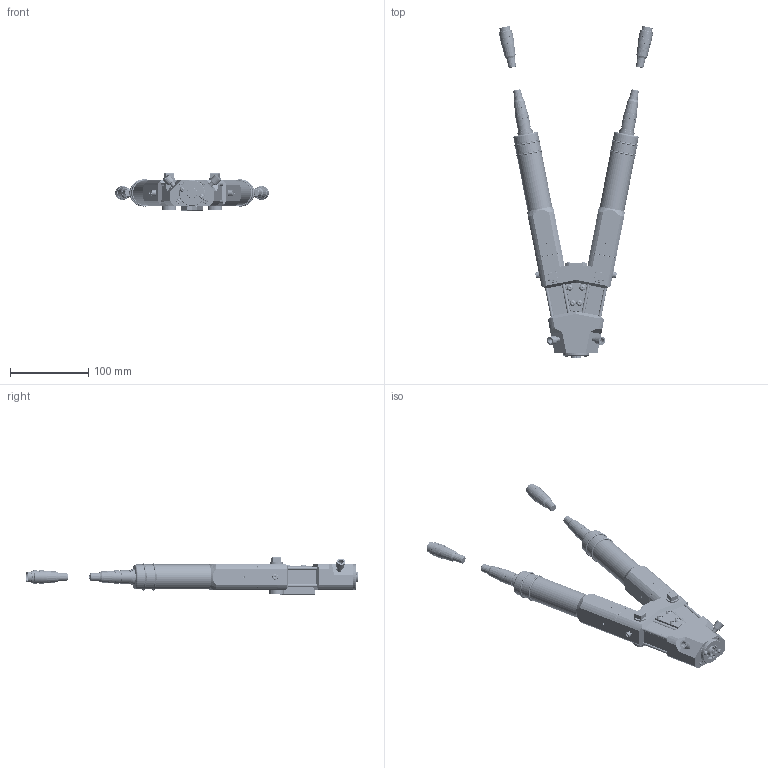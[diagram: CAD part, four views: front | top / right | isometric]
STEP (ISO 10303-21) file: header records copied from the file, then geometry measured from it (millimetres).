
FILE_DESCRIPTION (( 'STEP AP214' ), '1' );
FILE_NAME ('21175.STEP', '2023-03-22T13:16:39', ( '' ), ( '' ), 'SwSTEP 2.0', 'SolidWorks 2021', '' );
FILE_SCHEMA (( 'AUTOMOTIVE_DESIGN' ));
Length unit declared in the file: millimetre
Products named in the file (65): 130408_EXTERN; Verschlussstopfen-+-DO025384_EXTERN; DIN 912 M4 x 25 --- 25C-5_DIN 912 M4 x 25 --- 25C-5; 21153_EXTERN; 130448_01. 20045 - eco-PEN600 - ungummiert - hvc - 1.4404 - EXTERN; 20050_EXTERN; DIN 912 M4 x 8 --- 8C-5_DIN 912 M4 x 8 --- 8C-5; Verschlussplatte eco-DUO600-+-DO023098_EXTERN; Kopie von 20040^Miniaturkupplung Rotex GS5 einteilig-+-DO024370; DIN 913 - M3 x 6-C_DIN 913 - M3 x 6-C; Mischgehäuse eco-DUO600-+-DO023097_EXTERN; Kugeln^130024; innerring^130024; 130662_EXTERN; Miniaturkupplung Rotex GS5 einteilig-+-DO024370_01. 20040 - Miniaturkupplung Rotex GS5 einteilig; 20058_01. 20058 - Rundschnurring 24x2 - SI70 - blau - einbau Antriebseinheit eco-PEN600-700; ISO 7380 - M3 x 8 - 8C-5_ISO 7380 - M3 x 8 - 8C-5; DIN 912 M3 x 10 --- 10C-5_DIN 912 M3 x 10 --- 10C-5; 1. Kabeldose 14-pol. (20841)^Anschlusskabel für Antriebseinheit 300_450_600_700-+-DO007784; Basis Antriebseinheit 600 kpl.-+-DO020122_01. 22396 - Basis Antriebseinheit 600 - EXTERN; Dichtscheibe1^130024; DIN 912 M4 x 70 --- 20C-5_DIN 912 M4 x 70 --- 20C-5; 20002_01. 20002 - Stator eco-PEN600 - VisChem - EXTERN; 130903_02. 20047 - Antriebseinheit eco-PEN600 - 1,5m Kabel - EXTERN; 20721_EXTERN; 130661_EXTERN; Lagergehäuse Compact Rotor Pump PU25 mit SN-+-DO009256_01. 20187 - eco-PEN600 - blau eloxiert - EXTERN; 20052_01. 20052 - eco-PEN600 - VisChem - hvc - 1.4404 - EXTERN; Anschlusskabel für Antriebseinheit 300_450_600_700-+-DO007784_01. 20784 - Anschlusskabel 300-330-450-600-700 - 1,5m - frei beweglich; Befestigungsplatte vorne-+-DO024833_01. 21174 - eco-DUO600 - AW-5754 - eloxiert schwarz - EXTERN; Parallel Pin ISO 2338 - 3 m6 x 6 - St-5_Parallel Pin ISO 2338 - 3 m6 x 6 - St-5; Außenring^130024; Rotorstrang-Dichtungseinheit DC V-2K-600-+-DO019011_01. 21152 - eco-DUO600 - hvc - EXTERN; Lagergehäuse mit Rotorstrang eco-PEN600 DC kpl-+-DO017130_01. 20152 - Lagergeh„use mit Rotorstrang eco-PEN600 kpl. - hvc - VisChem - blau - EXTERN; 130038_EXTERN; 2. Kabelstecker 12-pol. (20054)^Anschlusskabel für Antriebseinheit 300_450_600_700-+-DO007784; Dichtscheibe2^130024; 21155_EXTERN; Parallel Pin ISO 2338 - 2 m6 x 4 - St-5_Parallel Pin ISO 2338 - 2 m6 x 4 - St-5; Verschlussschraube G1_4“ mit Rundschnurring-+-DO024836_EXTERN ...
Assembly tree (106 placements, depth 8):
  21175
    21168_01. 21168 - eco-DUO600 - VisChem - hvc - EXTERN
      21153_EXTERN  x2
      21155_EXTERN
      Rotorstrang-Dichtungseinheit DC V-2K-600-+-DO019011_01. 21152 - eco-DUO600 - hvc - EXTERN  x2
        Lagergehäuse mit Rotorstrang eco-PEN600 DC kpl-+-DO017130_01. 20152 - Lagergeh„use mit Rotorstrang eco-PEN600 kpl. - hvc - VisChem - blau - EXTERN
          Lagergehäuse Compact Rotor Pump PU25 mit SN-+-DO009256_01. 20187 - eco-PEN600 - blau eloxiert - EXTERN
            130662_EXTERN
          Rotorstrang eco-PEN600 vormontiert-+-DO022849_01. 22509 - eco-PEN600 - 1.4404 - VisChem - hvc - EXTERN
            20052_01. 20052 - eco-PEN600 - VisChem - hvc - 1.4404 - EXTERN
              130448_01. 20045 - eco-PEN600 - ungummiert - hvc - 1.4404 - EXTERN
                130038_EXTERN
            130024_01. 20006 - Schr„gkugellager 3800.2RS  x2
              Außenring^130024
              innerring^130024
              Käfig^130024
              Kugeln^130024
              Dichtscheibe1^130024
              Dichtscheibe2^130024
          Circlip DIN 472 - 19 x 1-5_Circlip DIN 472 - 19 x 1-5
          DIN 914 - M3 x 8-C-5_DIN 914 - M3 x 8-C-5  x2
        130661_EXTERN
        DIN 912 M4 x 25 --- 25C-5_DIN 912 M4 x 25 --- 25C-5
      20002_01. 20002 - Stator eco-PEN600 - VisChem - EXTERN  x2
        20009_01. 20009 - Stator-Rohr eco-PEN600-700 - AW-6082 - eloxiert rot - Beschriftet eco-PEN600 - EXTERN
          130408_EXTERN
        20018_01. 20018 - 2m6x10 - Edelstahl
      Befestigungsplatten Set für ecoDUO600-+-DO024835_01. 21172 - Befestigungsplatten Set ecoDUO600 - Variante 2 - EXTERN
        Befestigungsplatte vorne-+-DO024833_01. 21174 - eco-DUO600 - AW-5754 - eloxiert schwarz - EXTERN
          21150_EXTERN
        Befestigungsplatte hinten blanco-+-DO000032_EXTERN
        ISO 7380 - M4 x 35 --- 35C-5_ISO 7380 - M4 x 35 --- 35C-5  x4
      Verschlussschraube G1_4“ mit Rundschnurring-+-DO024836_EXTERN  x2
      21171_EXTERN  x2
      Unterlegscheibe A 4,3-+-DO024936_EXTERN  x2
      Verschlussplatte eco-DUO600-+-DO023098_EXTERN
      Mischgehäuse eco-DUO600-+-DO023097_EXTERN
      Endstück eco-DUO600, rechts-+-DO023095_EXTERN
      Endstück eco-DUO600, links-+-DO023096_EXTERN
      Verschlussstopfen-+-DO025384_EXTERN  x2
      ISO 7380 - M3 x 8 - 8C-5_ISO 7380 - M3 x 8 - 8C-5  x6
      Parallel Pin ISO 2338 - 3 m6 x 6 - St-5_Parallel Pin ISO 2338 - 3 m6 x 6 - St-5  x4
      DIN 912 M4 x 70 --- 20C-5_DIN 912 M4 x 70 --- 20C-5  x8
      DIN 912 M4 x 8 --- 8C-5_DIN 912 M4 x 8 --- 8C-5  x2
      DIN 912 M3 x 10 --- 10C-5_DIN 912 M3 x 10 --- 10C-5  x4
      DIN 912 M4 x 30 --- 20C_DIN 912 M4 x 30 --- 20C  x6
      Rundschnurring R6x1-+-DO005514_04. 22009 - R6x1 - FFKM - einbau DUAL 600  x2
    130903_02. 20047 - Antriebseinheit eco-PEN600 - 1,5m Kabel - EXTERN  x2
      Basis Antriebseinheit 600 kpl.-+-DO020122_01. 22396 - Basis Antriebseinheit 600 - EXTERN
        130509_EXTERN
        Motor-Getriebekombination mit Impulsgeber-+-DO011053_EXTERN
          2657.G0505^Motor-Getriebekombination mit Impulsgeber-+-DO011053_EXTERN
          Stecker^Motor-Getriebekombination mit Impulsgeber-+-DO011053
        DIN 913 - M3 x 6-C_DIN 913 - M3 x 6-C
        20721_EXTERN
        20722_EXTERN
        Miniaturkupplung Rotex GS5 einteilig-+-DO024370_01. 20040 - Miniaturkupplung Rotex GS5 einteilig
          Kopie von 20040^Miniaturkupplung Rotex GS5 einteilig-+-DO024370
          DIN 913 - M3 x 3-C-5_DIN 913 - M3 x 3-C-5
        Parallel Pin ISO 2338 - 2 m6 x 4 - St-5_Parallel Pin ISO 2338 - 2 m6 x 4 - St-5
Bounding box: 196.71 x 425.39 x 47.5 mm (x, y, z)
Volume: 404109.7 mm3; surface area: 237366 mm2
Topology: 157 solids, 161 shells, 3161 faces, 7209 edges, 4544 vertices
Faces by surface type: plane 1545, cylinder 925, cone 381, bspline 144, torus 140, sphere 26
Full cylindrical faces by diameter (mm): 0.6 x28, 0.7 x28, 1 x80, 1.9 x6, 2 x14, 2.075 x2, 2.5 x26, 3 x30, 3.2 x4, 3.3 x22, 3.4 x4, 4 x28, 4.1 x12, 4.3 x6, 4.5 x16, 4.8 x2, 5 x4, 5.25 x2, 5.5 x4, 5.7 x6, 6.5 x8, 7 x24, 7.45 x2, 7.5 x10, 7.6 x4, 8 x24, 8.314 x2, 9 x4, 9.5 x2, 9.65 x2
Entity records: 42833 total; most frequent: CARTESIAN_POINT 9022, DIRECTION 6175, ORIENTED_EDGE 4778, AXIS2_PLACEMENT_3D 2561, EDGE_CURVE 2389, EDGE_LOOP 2192, VERTEX_POINT 1803, FACE_OUTER_BOUND 1717
